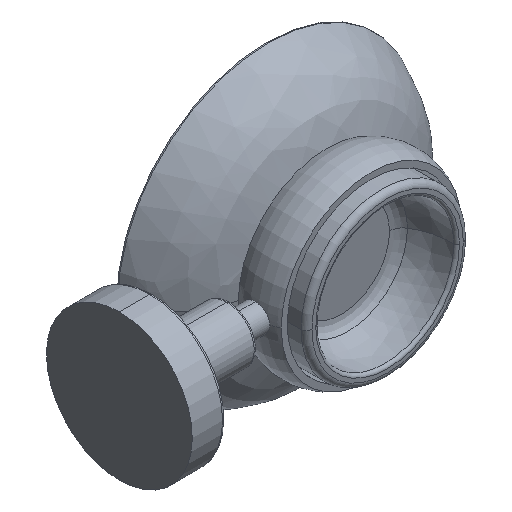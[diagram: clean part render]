
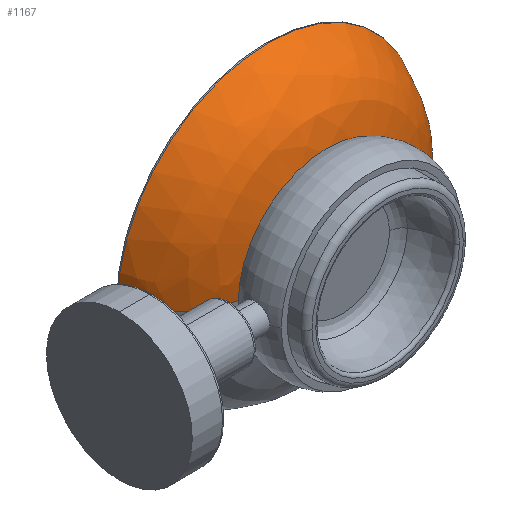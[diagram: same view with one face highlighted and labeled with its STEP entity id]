
A CAD part, isometric view. The second image highlights one B-rep face of the part: STEP entity #1167.
In plain terms, the highlighted free-form (B-spline) face has degree [3, 3] with [7, 4] control points.
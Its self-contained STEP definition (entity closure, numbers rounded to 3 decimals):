
#721=CARTESIAN_POINT('',(0.,22.124,0.));
#722=DIRECTION('',(0.,1.,0.));
#723=DIRECTION('',(-1.,0.,0.));
#724=AXIS2_PLACEMENT_3D('',#721,#722,#723);
#726=CARTESIAN_POINT('',(-25.425,52.501,0.));
#727=DIRECTION('',(0.,0.,-1.));
#728=DIRECTION('',(-0.16,-0.987,0.));
#729=AXIS2_PLACEMENT_3D('',#726,#727,#728);
#731=CARTESIAN_POINT('',(0.,43.351,0.));
#732=DIRECTION('',(0.,1.,0.));
#733=DIRECTION('',(-1.,0.,0.));
#734=AXIS2_PLACEMENT_3D('',#731,#732,#733);
#736=CARTESIAN_POINT('',(25.425,52.501,0.));
#737=DIRECTION('',(0.,0.,1.));
#738=DIRECTION('',(0.16,-0.987,0.));
#739=AXIS2_PLACEMENT_3D('',#736,#737,#738);
#849=CARTESIAN_POINT('',(54.806,43.351,0.));
#850=CARTESIAN_POINT('',(-54.806,43.351,0.));
#851=VERTEX_POINT('',#849);
#852=VERTEX_POINT('',#850);
#857=CARTESIAN_POINT('',(30.34,22.124,0.));
#858=CARTESIAN_POINT('',(-30.34,22.124,0.));
#859=VERTEX_POINT('',#857);
#860=VERTEX_POINT('',#858);
#1129=CARTESIAN_POINT('',(-29.607,22.023,
-1.863));
#1130=CARTESIAN_POINT('',(-41.994,23.749,
-2.642));
#1131=CARTESIAN_POINT('',(-51.44,31.961,
-3.236));
#1132=CARTESIAN_POINT('',(-54.893,44.005,
-3.454));
#1133=CARTESIAN_POINT('',(-30.753,22.023,16.357));
#1134=CARTESIAN_POINT('',(-43.62,23.749,23.201));
#1135=CARTESIAN_POINT('',(-53.431,31.961,28.42));
#1136=CARTESIAN_POINT('',(-57.018,44.005,30.327));
#1137=CARTESIAN_POINT('',(-18.256,22.023,29.666));
#1138=CARTESIAN_POINT('',(-25.894,23.749,42.077));
#1139=CARTESIAN_POINT('',(-31.719,31.961,51.542));
#1140=CARTESIAN_POINT('',(-33.848,44.005,55.001));
#1141=CARTESIAN_POINT('',(0.,22.023,29.666));
#1142=CARTESIAN_POINT('',(0.,23.749,
42.077));
#1143=CARTESIAN_POINT('',(0.,31.961,
51.542));
#1144=CARTESIAN_POINT('',(0.,44.005,55.001));
#1145=CARTESIAN_POINT('',(18.256,22.023,29.666));
#1146=CARTESIAN_POINT('',(25.894,23.749,42.077));
#1147=CARTESIAN_POINT('',(31.719,31.961,51.542));
#1148=CARTESIAN_POINT('',(33.848,44.005,55.001));
#1149=CARTESIAN_POINT('',(30.753,22.023,16.357));
#1150=CARTESIAN_POINT('',(43.62,23.749,23.201));
#1151=CARTESIAN_POINT('',(53.431,31.961,28.42));
#1152=CARTESIAN_POINT('',(57.018,44.005,30.327));
#1153=CARTESIAN_POINT('',(29.607,22.023,-1.863));
#1154=CARTESIAN_POINT('',(41.994,23.749,-2.642));
#1155=CARTESIAN_POINT('',(51.44,31.961,-3.236));
#1156=CARTESIAN_POINT('',(54.893,44.005,-3.454));
#1157=(BOUNDED_SURFACE()B_SPLINE_SURFACE(3,3,((#1129,#1130,#1131,#1132),(#1133,
#1134,#1135,#1136),(#1137,#1138,#1139,#1140),(#1141,#1142,#1143,#1144),(#1145,
#1146,#1147,#1148),(#1149,#1150,#1151,#1152),(#1153,#1154,#1155,#1156)),
.UNSPECIFIED.,.F.,.F.,.F.)B_SPLINE_SURFACE_WITH_KNOTS((4,3,4),(4,4),(0.,1.,
2.),(0.,1.),.UNSPECIFIED.)GEOMETRIC_REPRESENTATION_ITEM()RATIONAL_B_SPLINE_SURFACE(((1.292,1.152,1.152,1.292),(
1.02,0.91,0.91,1.02),(
1.02,0.91,0.91,1.02),(
1.292,1.152,1.152,1.292),(
1.02,0.91,0.91,1.02),(
1.02,0.91,0.91,1.02),(
1.292,1.152,1.152,1.292)))REPRESENTATION_ITEM('')SURFACE());
#1158=ORIENTED_EDGE('',*,*,#1123,.F.);
#1160=ORIENTED_EDGE('',*,*,#1159,.T.);
#1162=ORIENTED_EDGE('',*,*,#1161,.T.);
#1164=ORIENTED_EDGE('',*,*,#1163,.F.);
#1165=EDGE_LOOP('',(#1158,#1160,#1162,#1164));
#1166=FACE_OUTER_BOUND('',#1165,.F.);
#1167=ADVANCED_FACE('',(#1166),#1157,.T.);
#725=CIRCLE('',#724,30.34);
#730=CIRCLE('',#729,30.772);
#735=CIRCLE('',#734,54.806);
#740=CIRCLE('',#739,30.772);
#1123=EDGE_CURVE('',#860,#859,#725,.T.);
#1159=EDGE_CURVE('',#860,#852,#730,.T.);
#1161=EDGE_CURVE('',#852,#851,#735,.T.);
#1163=EDGE_CURVE('',#859,#851,#740,.T.);
